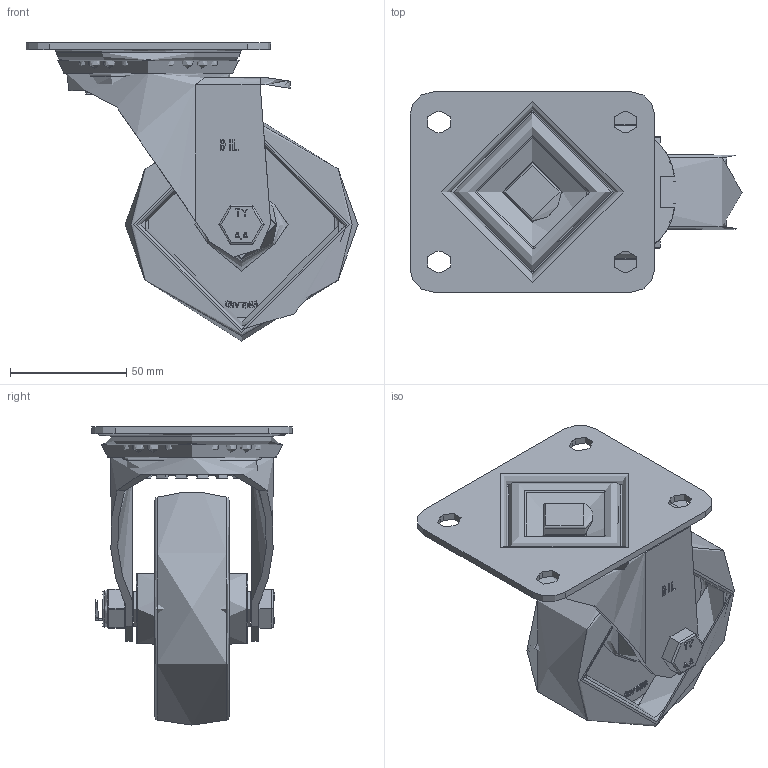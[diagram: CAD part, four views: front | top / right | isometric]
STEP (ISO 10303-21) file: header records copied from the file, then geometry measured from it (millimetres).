
FILE_DESCRIPTION(/* description */ (''),/* implementation_level */ '2;1');
FILE_NAME(/* name */ 'BZEH100NY.step',/* time_stamp */ '2025-04-16T09:18:54+01:00',/* author */ (''),/* organization */ (''),/* preprocessor_version */ 'ST-DEVELOPER v20.1',/* originating_system */ 'Autodesk Translation Framework v14.4.0.0',/* authorisation */ '');
FILE_SCHEMA (('AUTOMOTIVE_DESIGN { 1 0 10303 214 3 1 1 }'));
Length unit declared in the file: millimetre
Products named in the file (18): BZEH100NY; BZEH100AS - 2 v2; ZINC PLATED, PRESSED STEEL TOP PLATE; ZINC PLATED, PRESSED STEEL TOP PLATE Geometry; Pattern; Component2; BEARING SEAL; ZINC PLATED PRESSED STEEL FORKS; BZH100WNY61 v6; WHITE NYLON WHEEL; TUBEM15X50 v1; ZINC PLATED AXLE TUBE; HEXBOLTM10X70Z8.8 v2; GRADE 8.8 THREADED ZINC PLATED BOLT; NYLOCM10Z v1; NYLOC NUT; RUBBER; NUT
Assembly tree (36 placements, depth 5):
  BZEH100NY
    BZEH100AS - 2 v2
      ZINC PLATED, PRESSED STEEL TOP PLATE
        ZINC PLATED, PRESSED STEEL TOP PLATE Geometry
        Pattern
          Component2  x20
      BEARING SEAL
      ZINC PLATED PRESSED STEEL FORKS
    BZH100WNY61 v6
      WHITE NYLON WHEEL
    TUBEM15X50 v1
      ZINC PLATED AXLE TUBE
    HEXBOLTM10X70Z8.8 v2
      GRADE 8.8 THREADED ZINC PLATED BOLT
    NYLOCM10Z v1
      NYLOC NUT
        RUBBER
        NUT
Bounding box: 142.5 x 86 x 128 mm (x, y, z)
Volume: 218161.9 mm3; surface area: 103261.9 mm2
Topology: 28 solids, 28 shells, 632 faces, 1607 edges, 1033 vertices
Faces by surface type: plane 329, cylinder 109, bspline 107, torus 44, sphere 32, cone 11
Full cylindrical faces by diameter (mm): 8.141 x18, 9.85 x19, 10 x3, 10.2 x2, 10.5 x1, 12 x2, 15 x2, 16 x2, 21 x1, 25 x2, 30 x1, 54 x1, 64 x1, 70 x1
Entity records: 27534 total; most frequent: CARTESIAN_POINT 12820, ORIENTED_EDGE 3096, DIRECTION 2699, EDGE_CURVE 1548, VERTEX_POINT 995, AXIS2_PLACEMENT_3D 931, LINE 837, VECTOR 837
